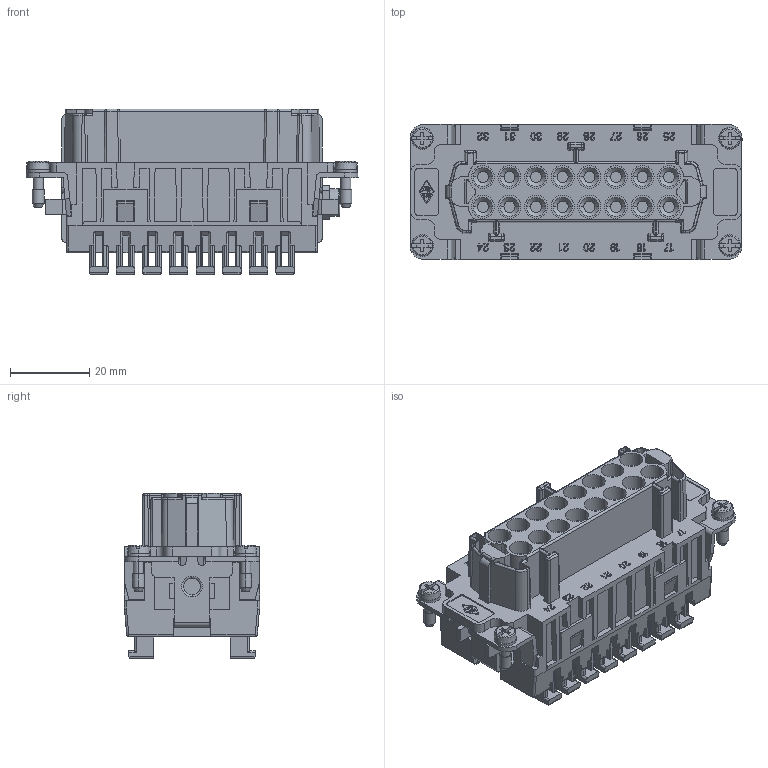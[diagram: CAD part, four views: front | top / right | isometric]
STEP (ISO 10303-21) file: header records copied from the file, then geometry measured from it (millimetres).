
FILE_DESCRIPTION(('Creo Elements/Direct Modeling STEP Export'),'2;1');
FILE_NAME('0ln7uvk4tm53i5b1944','2019-11-12T10:14:17',(''),(''),'Creo Elements/Direct Modeling STEP processor for AP214 (Solid Model)','Creo Elements/Direct Modeling 20.1B 02-Apr-2019 (C) Parametric Technology GmbH','');
FILE_SCHEMA(('AUTOMOTIVE_DESIGN { 1 0 10303 214 1 1 1 1 }'));
Products named in the file (2): CSHF_16_SN
Assembly tree (1 placements, depth 2):
  CSHF_16_SN
    CSHF_16_SN
Bounding box: 83.6 x 34 x 41.7 mm (x, y, z)
Volume: 55608.2 mm3; surface area: 29523.1 mm2
Topology: 1 solids, 1 shells, 2084 faces, 8268 edges, 6286 vertices
Faces by surface type: plane 1305, cylinder 620, cone 82, torus 47, sphere 20, bspline 10
Entity records: 109775 total; most frequent: CARTESIAN_POINT 24435, ORIENTED_EDGE 16504, DIRECTION 12199, EDGE_CURVE 8248, VECTOR 6371, LINE 6371, VERTEX_POINT 6286, AXIS2_PLACEMENT_3D 2914
